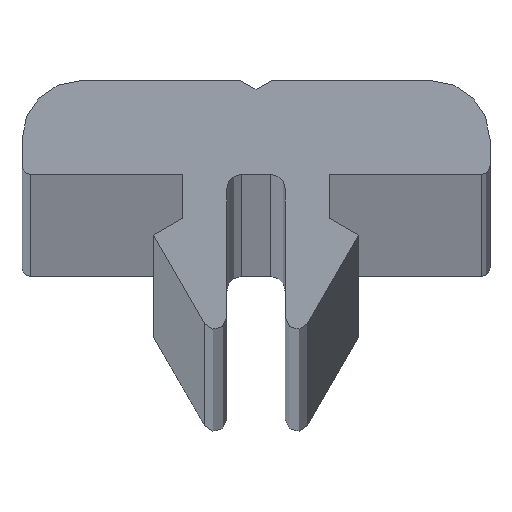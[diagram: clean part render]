
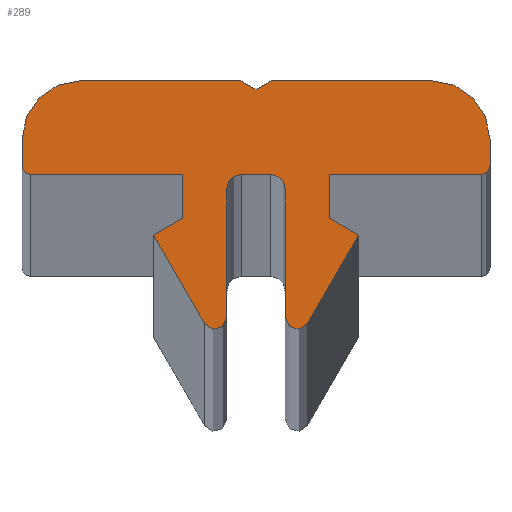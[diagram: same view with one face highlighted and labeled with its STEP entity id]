
A CAD part, top view. The second image highlights one B-rep face of the part: STEP entity #289.
In plain terms, the highlighted planar face has unit normal (0, 0, 1).
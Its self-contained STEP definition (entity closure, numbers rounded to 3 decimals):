
#181=EDGE_CURVE('',#441,#271,#504,.T.);
#183=EDGE_CURVE('',#417,#321,#506,.T.);
#197=VERTEX_POINT('',#522);
#207=EDGE_CURVE('',#197,#401,#533,.T.);
#217=EDGE_CURVE('',#307,#481,#545,.T.);
#221=VERTEX_POINT('',#549);
#229=EDGE_CURVE('',#467,#437,#558,.T.);
#235=EDGE_CURVE('',#413,#433,#564,.T.);
#255=EDGE_CURVE('',#313,#441,#587,.T.);
#259=VERTEX_POINT('',#592);
#265=VERTEX_POINT('',#598);
#267=VERTEX_POINT('',#600);
#271=VERTEX_POINT('',#604);
#275=EDGE_CURVE('',#437,#265,#608,.T.);
#289=ADVANCED_FACE('',(#624),#625,.T.);
#293=VERTEX_POINT('',#629);
#295=EDGE_CURVE('',#293,#363,#631,.T.);
#297=EDGE_CURVE('',#259,#387,#633,.T.);
#303=EDGE_CURVE('',#415,#313,#640,.T.);
#307=VERTEX_POINT('',#644);
#313=VERTEX_POINT('',#651);
#321=VERTEX_POINT('',#660);
#327=EDGE_CURVE('',#321,#267,#667,.T.);
#331=EDGE_CURVE('',#265,#293,#671,.T.);
#337=VERTEX_POINT('',#678);
#353=EDGE_CURVE('',#271,#221,#694,.T.);
#355=EDGE_CURVE('',#221,#197,#696,.T.);
#361=VERTEX_POINT('',#702);
#363=VERTEX_POINT('',#704);
#371=EDGE_CURVE('',#461,#259,#715,.T.);
#375=EDGE_CURVE('',#363,#461,#719,.T.);
#387=VERTEX_POINT('',#732);
#391=EDGE_CURVE('',#433,#417,#736,.T.);
#393=EDGE_CURVE('',#387,#413,#738,.T.);
#395=EDGE_CURVE('',#481,#467,#740,.T.);
#397=EDGE_CURVE('',#337,#423,#742,.T.);
#401=VERTEX_POINT('',#746);
#413=VERTEX_POINT('',#758);
#415=VERTEX_POINT('',#760);
#417=VERTEX_POINT('',#762);
#423=VERTEX_POINT('',#769);
#433=VERTEX_POINT('',#782);
#435=EDGE_CURVE('',#267,#337,#784,.T.);
#437=VERTEX_POINT('',#786);
#441=VERTEX_POINT('',#790);
#445=EDGE_CURVE('',#361,#307,#794,.T.);
#451=EDGE_CURVE('',#423,#415,#800,.T.);
#457=EDGE_CURVE('',#401,#361,#806,.T.);
#461=VERTEX_POINT('',#810);
#467=VERTEX_POINT('',#816);
#481=VERTEX_POINT('',#830);
#504=CIRCLE('',#846,0.405);
#506=CIRCLE('',#849,2.0);
#522=CARTESIAN_POINT('',(0.5,0.,2000.0));
#533=LINE('',#886,#887);
#545=CIRCLE('',#902,0.405);
#549=CARTESIAN_POINT('',(1.0,-0.5,2000.0));
#558=LINE('',#919,#920);
#564=LINE('',#930,#931);
#587=LINE('',#962,#963);
#592=CARTESIAN_POINT('',(-6.0,3.2,2000.0));
#598=CARTESIAN_POINT('',(-2.5,0.0,2000.0));
#600=CARTESIAN_POINT('',(8.0,0.3,2000.0));
#604=CARTESIAN_POINT('',(1.,-4.895,2000.0));
#608=LINE('',#987,#988);
#624=FACE_OUTER_BOUND('',#1011,.T.);
#625=PLANE('',#1012);
#629=CARTESIAN_POINT('',(-7.7,0.0,2000.0));
#631=CIRCLE('',#1021,0.3);
#633=LINE('',#1024,#1025);
#640=LINE('',#1033,#1034);
#644=CARTESIAN_POINT('',(-1.0,-4.895,2000.0));
#651=CARTESIAN_POINT('',(3.5,-2.077,2000.0));
#660=CARTESIAN_POINT('',(8.0,1.2,2000.0));
#667=LINE('',#1070,#1071);
#671=LINE('',#1078,#1079);
#678=CARTESIAN_POINT('',(7.7,0.,2000.0));
#694=LINE('',#1110,#1111);
#696=CIRCLE('',#1114,0.5);
#702=CARTESIAN_POINT('',(-1.0,-0.5,2000.0));
#704=CARTESIAN_POINT('',(-8.0,0.3,2000.0));
#715=CIRCLE('',#1136,2.0);
#719=LINE('',#1143,#1144);
#732=CARTESIAN_POINT('',(-0.52,3.2,2000.0));
#736=LINE('',#1166,#1167);
#738=LINE('',#1170,#1171);
#740=LINE('',#1174,#1175);
#742=LINE('',#1178,#1179);
#746=CARTESIAN_POINT('',(-0.5,0.0,2000.0));
#758=CARTESIAN_POINT('',(0.,2.9,2000.0));
#760=CARTESIAN_POINT('',(2.5,-1.5,2000.0));
#762=CARTESIAN_POINT('',(6.0,3.2,2000.0));
#769=CARTESIAN_POINT('',(2.5,0.,2000.0));
#782=CARTESIAN_POINT('',(0.52,3.2,2000.0));
#784=CIRCLE('',#1233,0.3);
#786=CARTESIAN_POINT('',(-2.5,-1.5,2000.0));
#790=CARTESIAN_POINT('',(1.756,-5.097,2000.0));
#794=LINE('',#1246,#1247);
#800=LINE('',#1256,#1257);
#806=CIRCLE('',#1266,0.5);
#810=CARTESIAN_POINT('',(-8.0,1.2,2000.0));
#816=CARTESIAN_POINT('',(-3.5,-2.077,2000.0));
#830=CARTESIAN_POINT('',(-1.756,-5.097,2000.0));
#846=AXIS2_PLACEMENT_3D('',#1313,#1314,#1315);
#849=AXIS2_PLACEMENT_3D('',#1316,#1317,#1318);
#886=CARTESIAN_POINT('',(0.5,0.,2000.0));
#887=VECTOR('',#1370,1.0);
#902=AXIS2_PLACEMENT_3D('',#1388,#1389,#1390);
#919=CARTESIAN_POINT('',(-3.5,-2.077,2000.0));
#920=VECTOR('',#1403,1.0);
#930=CARTESIAN_POINT('',(0.,2.9,2000.0));
#931=VECTOR('',#1408,1.0);
#962=CARTESIAN_POINT('',(3.5,-2.077,2000.0));
#963=VECTOR('',#1444,1.);
#987=CARTESIAN_POINT('',(-2.5,-1.5,2000.0));
#988=VECTOR('',#1454,1.0);
#1011=EDGE_LOOP('',(#1478,#1479,#1480,#1481,#1482,#1483,#1484,#1485,#1486,#1487,#1488,#1489,#1490,#1491,#1492,#1493,#1494,#1495,#1496,#1497,#1498,#1499,#1500,#1501,#1502));
#1012=AXIS2_PLACEMENT_3D('',#1503,#1504,#1505);
#1021=AXIS2_PLACEMENT_3D('',#1507,#1508,#1509);
#1024=CARTESIAN_POINT('',(-6.0,3.2,2000.0));
#1025=VECTOR('',#1510,1.0);
#1033=CARTESIAN_POINT('',(2.5,-1.5,2000.0));
#1034=VECTOR('',#1519,1.);
#1070=CARTESIAN_POINT('',(8.0,1.2,2000.0));
#1071=VECTOR('',#1548,1.0);
#1078=CARTESIAN_POINT('',(-2.5,0.0,2000.0));
#1079=VECTOR('',#1550,1.0);
#1110=CARTESIAN_POINT('',(1.0,-4.895,2000.0));
#1111=VECTOR('',#1565,1.0);
#1114=AXIS2_PLACEMENT_3D('',#1566,#1567,#1568);
#1136=AXIS2_PLACEMENT_3D('',#1594,#1595,#1596);
#1143=CARTESIAN_POINT('',(-8.0,0.3,2000.0));
#1144=VECTOR('',#1598,1.0);
#1166=CARTESIAN_POINT('',(0.52,3.2,2000.0));
#1167=VECTOR('',#1609,1.0);
#1170=CARTESIAN_POINT('',(-0.52,3.2,2000.0));
#1171=VECTOR('',#1610,1.0);
#1174=CARTESIAN_POINT('',(-1.756,-5.097,2000.0));
#1175=VECTOR('',#1611,1.0);
#1178=CARTESIAN_POINT('',(7.7,0.,2000.0));
#1179=VECTOR('',#1612,1.0);
#1233=AXIS2_PLACEMENT_3D('',#1653,#1654,#1655);
#1246=CARTESIAN_POINT('',(-1.0,-0.5,2000.0));
#1247=VECTOR('',#1657,1.0);
#1256=CARTESIAN_POINT('',(2.5,0.,2000.0));
#1257=VECTOR('',#1659,1.0);
#1266=AXIS2_PLACEMENT_3D('',#1661,#1662,#1663);
#1313=CARTESIAN_POINT('',(1.405,-4.895,2000.0));
#1314=DIRECTION('',(-0.0,0.0,-1.0));
#1315=DIRECTION('',(-1.0,0.0,0.0));
#1316=CARTESIAN_POINT('',(6.0,1.2,2000.0));
#1317=DIRECTION('',(0.0,0.0,-1.0));
#1318=DIRECTION('',(1.0,0.,0.0));
#1370=DIRECTION('',(-1.0,0.0,0.0));
#1388=CARTESIAN_POINT('',(-1.405,-4.895,2000.0));
#1389=DIRECTION('',(-0.0,0.0,-1.0));
#1390=DIRECTION('',(-0.866,-0.5,0.0));
#1403=DIRECTION('',(0.866,0.5,0.0));
#1408=DIRECTION('',(0.866,0.5,0.0));
#1444=DIRECTION('',(-0.5,-0.866,0.0));
#1454=DIRECTION('',(0.0,1.0,0.0));
#1478=ORIENTED_EDGE('',*,*,#445,.F.);
#1479=ORIENTED_EDGE('',*,*,#457,.F.);
#1480=ORIENTED_EDGE('',*,*,#207,.F.);
#1481=ORIENTED_EDGE('',*,*,#355,.F.);
#1482=ORIENTED_EDGE('',*,*,#353,.F.);
#1483=ORIENTED_EDGE('',*,*,#181,.F.);
#1484=ORIENTED_EDGE('',*,*,#255,.F.);
#1485=ORIENTED_EDGE('',*,*,#303,.F.);
#1486=ORIENTED_EDGE('',*,*,#451,.F.);
#1487=ORIENTED_EDGE('',*,*,#397,.F.);
#1488=ORIENTED_EDGE('',*,*,#435,.F.);
#1489=ORIENTED_EDGE('',*,*,#327,.F.);
#1490=ORIENTED_EDGE('',*,*,#183,.F.);
#1491=ORIENTED_EDGE('',*,*,#391,.F.);
#1492=ORIENTED_EDGE('',*,*,#235,.F.);
#1493=ORIENTED_EDGE('',*,*,#393,.F.);
#1494=ORIENTED_EDGE('',*,*,#297,.F.);
#1495=ORIENTED_EDGE('',*,*,#371,.F.);
#1496=ORIENTED_EDGE('',*,*,#375,.F.);
#1497=ORIENTED_EDGE('',*,*,#295,.F.);
#1498=ORIENTED_EDGE('',*,*,#331,.F.);
#1499=ORIENTED_EDGE('',*,*,#275,.F.);
#1500=ORIENTED_EDGE('',*,*,#229,.F.);
#1501=ORIENTED_EDGE('',*,*,#395,.F.);
#1502=ORIENTED_EDGE('',*,*,#217,.F.);
#1503=CARTESIAN_POINT('',(0.,-0.188,2000.0));
#1504=DIRECTION('',(0.0,0.0,1.0));
#1505=DIRECTION('',(1.0,0.0,0.0));
#1507=CARTESIAN_POINT('',(-7.7,0.3,2000.0));
#1508=DIRECTION('',(-0.0,0.0,-1.0));
#1509=DIRECTION('',(-1.0,0.,0.0));
#1510=DIRECTION('',(1.0,0.0,0.0));
#1519=DIRECTION('',(0.866,-0.5,0.0));
#1548=DIRECTION('',(0.0,-1.0,0.0));
#1550=DIRECTION('',(-1.0,0.0,0.0));
#1565=DIRECTION('',(0.0,1.0,0.0));
#1566=CARTESIAN_POINT('',(0.5,-0.5,2000.0));
#1567=DIRECTION('',(0.0,0.0,1.0));
#1568=DIRECTION('',(1.0,0.,0.0));
#1594=CARTESIAN_POINT('',(-6.0,1.2,2000.0));
#1595=DIRECTION('',(-0.0,0.0,-1.0));
#1596=DIRECTION('',(0.,1.0,0.0));
#1598=DIRECTION('',(0.0,1.0,0.0));
#1609=DIRECTION('',(1.0,0.0,0.0));
#1610=DIRECTION('',(0.866,-0.5,0.0));
#1611=DIRECTION('',(-0.5,0.866,0.0));
#1612=DIRECTION('',(-1.0,0.0,0.0));
#1653=CARTESIAN_POINT('',(7.7,0.3,2000.0));
#1654=DIRECTION('',(-0.0,-0.0,-1.0));
#1655=DIRECTION('',(0.0,-1.0,0.0));
#1657=DIRECTION('',(0.0,-1.0,0.0));
#1659=DIRECTION('',(0.0,-1.0,0.0));
#1661=CARTESIAN_POINT('',(-0.5,-0.5,2000.0));
#1662=DIRECTION('',(0.0,-0.0,1.0));
#1663=DIRECTION('',(0.,1.0,0.0));
